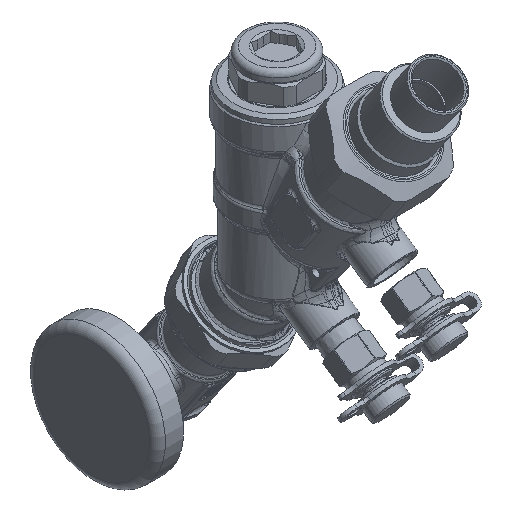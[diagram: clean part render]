
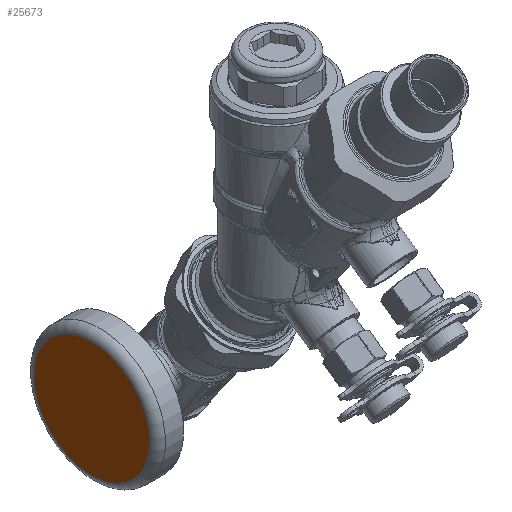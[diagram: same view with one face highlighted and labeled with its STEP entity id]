
A CAD part, isometric view. The second image highlights one B-rep face of the part: STEP entity #25673.
In plain terms, the highlighted face is planar.
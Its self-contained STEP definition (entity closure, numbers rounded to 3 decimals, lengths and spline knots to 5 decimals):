
#6134=FACE_OUTER_BOUND('',#7789,.T.);
#7789=EDGE_LOOP('',(#21972));
#9056=CIRCLE('',#27925,0.905);
#11184=VERTEX_POINT('',#189487);
#14792=EDGE_CURVE('',#11184,#11184,#9056,.T.);
#21972=ORIENTED_EDGE('',*,*,#14792,.F.);
#22680=PLANE('',#27931);
#25673=ADVANCED_FACE('',(#6134),#22680,.T.);
#27925=AXIS2_PLACEMENT_3D('',#189488,#32746,#32747);
#27931=AXIS2_PLACEMENT_3D('',#189498,#32759,#32760);
#32746=DIRECTION('center_axis',(-1.,0.,0.));
#32747=DIRECTION('ref_axis',(0.,1.,0.));
#32759=DIRECTION('center_axis',(1.,0.,0.));
#32760=DIRECTION('ref_axis',(0.,-1.,0.));
#189487=CARTESIAN_POINT('',(1.4924,0.905,0.));
#189488=CARTESIAN_POINT('Origin',(1.4924,0.,0.));
#189498=CARTESIAN_POINT('Origin',(1.4924,0.,
0.));
